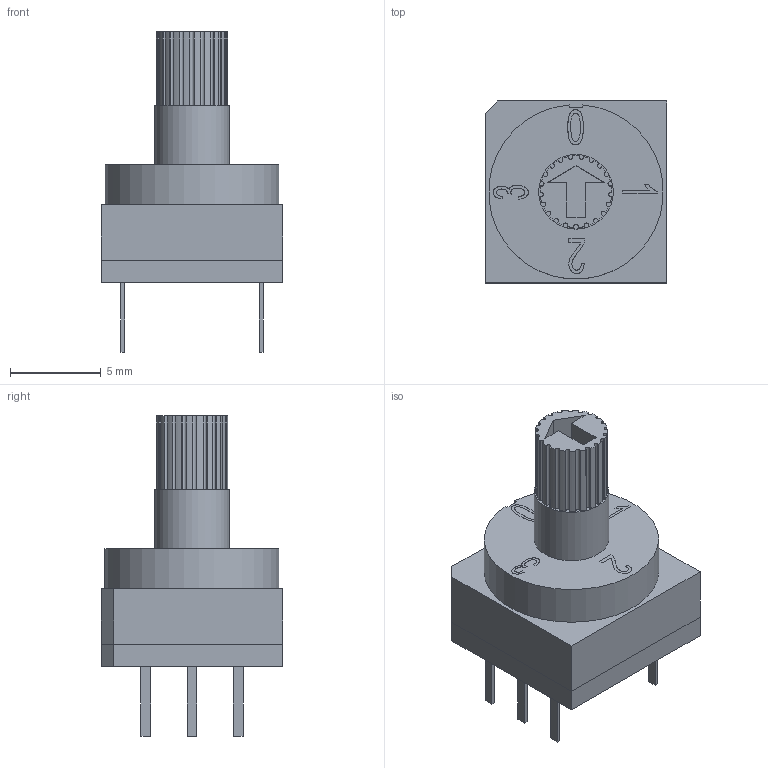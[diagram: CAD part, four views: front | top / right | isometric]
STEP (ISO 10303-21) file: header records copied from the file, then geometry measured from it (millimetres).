
FILE_DESCRIPTION((''),'2;1');
FILE_NAME('RDTBx04P1x.stp','2011-11-22T13:36:52',('banderson'),(''),'Autodesk Inventor 11','Autodesk Inventor 11','');
FILE_SCHEMA(('AUTOMOTIVE_DESIGN { 1 0 10303 214 1 1 1 1 }'));
Length unit declared in the file: millimetre
Products named in the file (4): U200010; rdt4 vert body; term 3x3 th; actuator B 10x10
Assembly tree (3 placements, depth 2):
  U200010
    rdt4 vert body
    term 3x3 th
    actuator B 10x10
Bounding box: 10 x 10 x 17.6 mm (x, y, z)
Volume: 632.2 mm3; surface area: 1004.6 mm2
Topology: 3 solids, 3 shells, 196 faces, 528 edges, 352 vertices
Faces by surface type: plane 119, cylinder 45, bspline 32
Full cylindrical faces by diameter (mm): 4.1 x2
Entity records: 6379 total; most frequent: CARTESIAN_POINT 1485, ORIENTED_EDGE 1052, DIRECTION 894, EDGE_CURVE 526, VECTOR 372, LINE 372, VERTEX_POINT 352, AXIS2_PLACEMENT_3D 261
